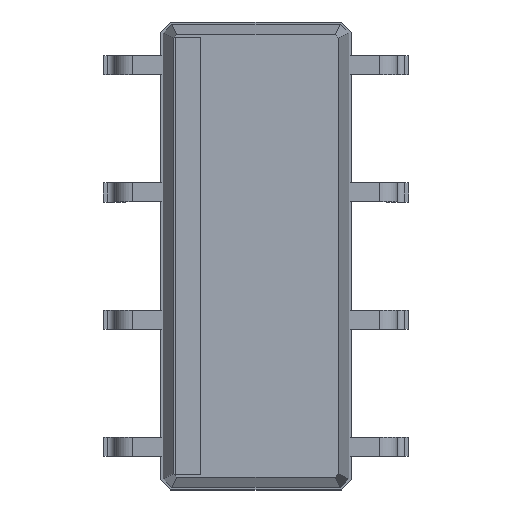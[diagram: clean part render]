
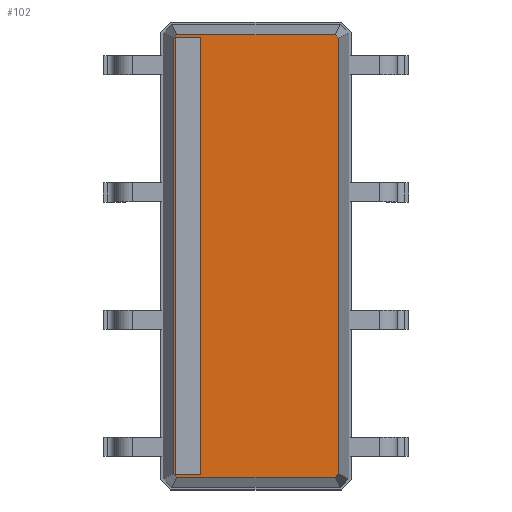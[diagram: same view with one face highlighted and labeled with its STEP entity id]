
A CAD part, top view. The second image highlights one B-rep face of the part: STEP entity #102.
In plain terms, the highlighted planar face has unit normal (0, 0, 1).
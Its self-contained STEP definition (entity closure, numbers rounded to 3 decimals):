
#22=VERTEX_POINT('',#23);
#23=CARTESIAN_POINT('',(-1.601,-4.37,2.184));
#30=EDGE_CURVE('',#31,#22,#33,.T.);
#31=VERTEX_POINT('',#32);
#32=CARTESIAN_POINT('',(-1.601,4.37,2.184));
#33=LINE('',#34,#35);
#34=CARTESIAN_POINT('',(-1.601,-4.358,2.184));
#35=VECTOR('',#36,1.);
#36=DIRECTION('',(0.,-1.,0.));
#46=VECTOR('',#47,1.);
#47=DIRECTION('',(0.,1.,0.));
#50=DIRECTION('',(1.,0.,0.));
#55=EDGE_CURVE('',#22,#56,#58,.T.);
#56=VERTEX_POINT('',#57);
#57=CARTESIAN_POINT('',(-1.101,-4.37,2.184));
#58=LINE('',#59,#60);
#59=CARTESIAN_POINT('',(-1.626,-4.37,2.184));
#60=VECTOR('',#50,1.);
#89=ORIENTED_EDGE('',*,*,#90,.F.);
#90=EDGE_CURVE('',#31,#91,#93,.T.);
#91=VERTEX_POINT('',#92);
#92=CARTESIAN_POINT('',(-1.101,4.37,2.184));
#93=LINE('',#94,#60);
#94=CARTESIAN_POINT('',(-1.626,4.37,2.184));
#102=ADVANCED_FACE('',(#103,#155),#163,.F.);
#103=FACE_BOUND('',#104,.F.);
#104=EDGE_LOOP('',(#105,#112,#119,#124,#131,#136,#143,#150));
#105=ORIENTED_EDGE('',*,*,#106,.T.);
#106=EDGE_CURVE('',#107,#109,#111,.T.);
#107=VERTEX_POINT('',#108);
#108=CARTESIAN_POINT('',(-1.651,-4.347,2.184));
#109=VERTEX_POINT('',#110);
#110=CARTESIAN_POINT('',(-1.651,4.347,2.184));
#111=LINE('',#108,#46);
#112=ORIENTED_EDGE('',*,*,#113,.T.);
#113=EDGE_CURVE('',#109,#114,#116,.T.);
#114=VERTEX_POINT('',#115);
#115=CARTESIAN_POINT('',(-1.578,4.42,2.184));
#116=LINE('',#110,#117);
#117=VECTOR('',#118,1.);
#118=DIRECTION('',(0.707,0.707,0.));
#119=ORIENTED_EDGE('',*,*,#120,.T.);
#120=EDGE_CURVE('',#114,#121,#123,.T.);
#121=VERTEX_POINT('',#122);
#122=CARTESIAN_POINT('',(1.578,4.42,2.184));
#123=LINE('',#115,#60);
#124=ORIENTED_EDGE('',*,*,#125,.T.);
#125=EDGE_CURVE('',#121,#126,#128,.T.);
#126=VERTEX_POINT('',#127);
#127=CARTESIAN_POINT('',(1.651,4.347,2.184));
#128=LINE('',#122,#129);
#129=VECTOR('',#130,1.);
#130=DIRECTION('',(0.707,-0.707,0.));
#131=ORIENTED_EDGE('',*,*,#132,.T.);
#132=EDGE_CURVE('',#126,#133,#135,.T.);
#133=VERTEX_POINT('',#134);
#134=CARTESIAN_POINT('',(1.651,-4.347,2.184));
#135=LINE('',#127,#35);
#136=ORIENTED_EDGE('',*,*,#137,.T.);
#137=EDGE_CURVE('',#133,#138,#140,.T.);
#138=VERTEX_POINT('',#139);
#139=CARTESIAN_POINT('',(1.578,-4.42,2.184));
#140=LINE('',#134,#141);
#141=VECTOR('',#142,1.);
#142=DIRECTION('',(-0.707,-0.707,0.));
#143=ORIENTED_EDGE('',*,*,#144,.T.);
#144=EDGE_CURVE('',#138,#145,#147,.T.);
#145=VERTEX_POINT('',#146);
#146=CARTESIAN_POINT('',(-1.578,-4.42,2.184));
#147=LINE('',#139,#148);
#148=VECTOR('',#149,1.);
#149=DIRECTION('',(-1.,0.,0.));
#150=ORIENTED_EDGE('',*,*,#151,.T.);
#151=EDGE_CURVE('',#145,#107,#152,.T.);
#152=LINE('',#146,#153);
#153=VECTOR('',#154,1.);
#154=DIRECTION('',(-0.707,0.707,0.));
#155=FACE_BOUND('',#156,.F.);
#156=EDGE_LOOP('',(#89,#157,#158,#159));
#157=ORIENTED_EDGE('',*,*,#30,.T.);
#158=ORIENTED_EDGE('',*,*,#55,.T.);
#159=ORIENTED_EDGE('',*,*,#160,.F.);
#160=EDGE_CURVE('',#91,#56,#161,.T.);
#161=LINE('',#162,#35);
#162=CARTESIAN_POINT('',(-1.101,-4.358,2.184));
#163=PLANE('',#164);
#164=AXIS2_PLACEMENT_3D('',#108,#165,#166);
#165=DIRECTION('',(0.,0.,-1.));
#166=DIRECTION('',(0.346,0.938,0.));
